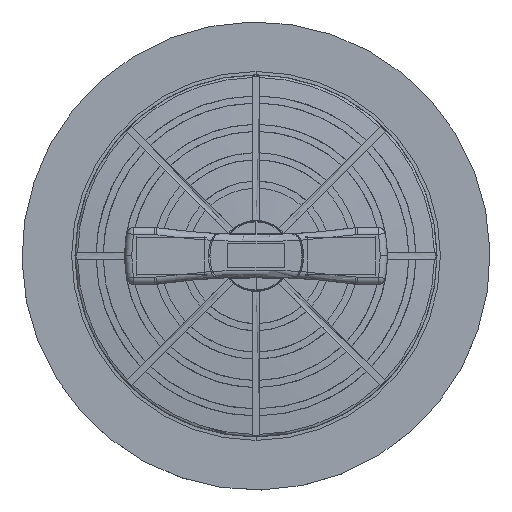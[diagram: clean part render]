
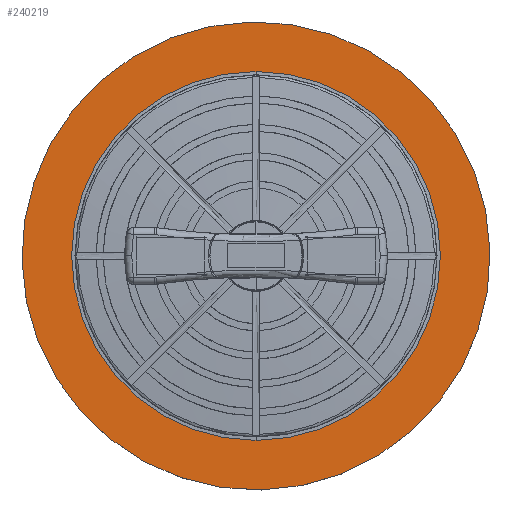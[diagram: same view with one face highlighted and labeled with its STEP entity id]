
A CAD part, top view. The second image highlights one B-rep face of the part: STEP entity #240219.
In plain terms, the highlighted planar face has unit normal (0, 0, 1).
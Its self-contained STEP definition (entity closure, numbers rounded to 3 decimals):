
#236825=CARTESIAN_POINT('Vertex',(79.105,144.801,0.)) ;
#236828=CARTESIAN_POINT('Axis2P3D Location',(0.,0.,0.)) ;
#236832=CARTESIAN_POINT('Vertex',(-79.105,-144.801,0.)) ;
#236852=CARTESIAN_POINT('Axis2P3D Location',(0.,0.,0.)) ;
#240149=CARTESIAN_POINT('Vertex',(-110.,0.,0.)) ;
#240154=CARTESIAN_POINT('Axis2P3D Location',(0.,0.,0.)) ;
#240158=CARTESIAN_POINT('Vertex',(110.,0.,0.)) ;
#240180=CARTESIAN_POINT('Axis2P3D Location',(0.,0.,0.)) ;
#240206=CARTESIAN_POINT('Axis2P3D Location',(0.,0.,0.)) ;
#236829=DIRECTION('Axis2P3D Direction',(-0.,0.,1.)) ;
#236853=DIRECTION('Axis2P3D Direction',(-0.,0.,1.)) ;
#240155=DIRECTION('Axis2P3D Direction',(-0.,0.,1.)) ;
#240181=DIRECTION('Axis2P3D Direction',(-0.,0.,1.)) ;
#240207=DIRECTION('Axis2P3D Direction',(0.,0.,-1.)) ;
#240208=DIRECTION('Axis2P3D XDirection',(1.,0.,0.)) ;
#236830=AXIS2_PLACEMENT_3D('Circle Axis2P3D',#236828,#236829,$) ;
#236854=AXIS2_PLACEMENT_3D('Circle Axis2P3D',#236852,#236853,$) ;
#240156=AXIS2_PLACEMENT_3D('Circle Axis2P3D',#240154,#240155,$) ;
#240182=AXIS2_PLACEMENT_3D('Circle Axis2P3D',#240180,#240181,$) ;
#240209=AXIS2_PLACEMENT_3D('Plane Axis2P3D',#240206,#240207,#240208) ;
#240212=ORIENTED_EDGE('',*,*,#236834,.T.) ;
#240213=ORIENTED_EDGE('',*,*,#236856,.T.) ;
#240216=ORIENTED_EDGE('',*,*,#240184,.F.) ;
#240217=ORIENTED_EDGE('',*,*,#240160,.F.) ;
#240218=FACE_BOUND('',#240215,.T.) ;
#240219=ADVANCED_FACE('PartBody',(#240214,#240218),#240210,.F.) ;
#236831=CIRCLE('generated circle',#236830,165.) ;
#236855=CIRCLE('generated circle',#236854,165.) ;
#240157=CIRCLE('generated circle',#240156,110.) ;
#240183=CIRCLE('generated circle',#240182,110.) ;
#236834=EDGE_CURVE('',#236833,#236826,#236831,.T.) ;
#236856=EDGE_CURVE('',#236826,#236833,#236855,.T.) ;
#240160=EDGE_CURVE('',#240150,#240159,#240157,.T.) ;
#240184=EDGE_CURVE('',#240159,#240150,#240183,.T.) ;
#240211=EDGE_LOOP('',(#240212,#240213)) ;
#240215=EDGE_LOOP('',(#240216,#240217)) ;
#240214=FACE_OUTER_BOUND('',#240211,.T.) ;
#240210=PLANE('Plane',#240209) ;
#236826=VERTEX_POINT('',#236825) ;
#236833=VERTEX_POINT('',#236832) ;
#240150=VERTEX_POINT('',#240149) ;
#240159=VERTEX_POINT('',#240158) ;
